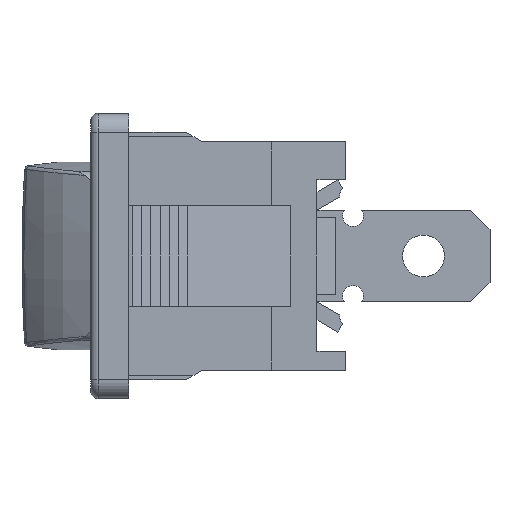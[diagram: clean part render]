
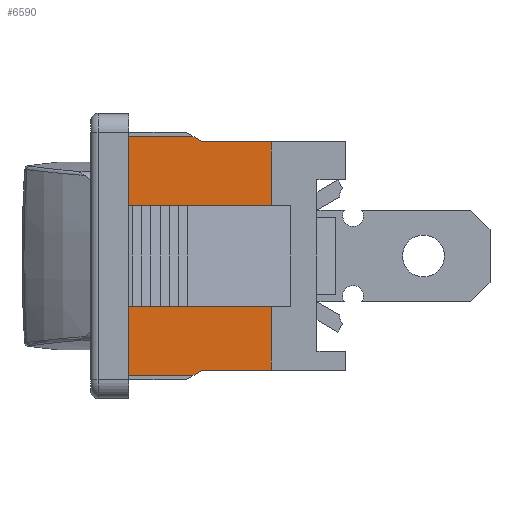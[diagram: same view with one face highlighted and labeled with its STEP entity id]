
A CAD part, left-side view. The second image highlights one B-rep face of the part: STEP entity #6590.
In plain terms, the highlighted planar face has unit normal (-1, 0, 0).
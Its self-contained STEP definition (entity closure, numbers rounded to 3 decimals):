
#50 = VERTEX_POINT ( 'NONE', #2551 ) ;
#142 = DIRECTION ( 'NONE',  ( 0., -1., 0. ) ) ;
#143 = CARTESIAN_POINT ( 'NONE',  ( -8.48, 0., -6.3 ) ) ;
#203 = CARTESIAN_POINT ( 'NONE',  ( -8.48, 11.4, -7.5 ) ) ;
#336 = VECTOR ( 'NONE', #4887, 1000. ) ;
#444 = CARTESIAN_POINT ( 'NONE',  ( -8.48, 7.5, -6. ) ) ;
#542 = CARTESIAN_POINT ( 'NONE',  ( -8.48, 4.579, 4.314 ) ) ;
#561 = DIRECTION ( 'NONE',  ( 0., -1., 0. ) ) ;
#605 = LINE ( 'NONE', #3712, #3307 ) ;
#723 = CARTESIAN_POINT ( 'NONE',  ( -8.48, 3.9, -6. ) ) ;
#844 = VERTEX_POINT ( 'NONE', #2176 ) ;
#874 = EDGE_CURVE ( 'NONE', #50, #5375, #1409, .T. ) ;
#974 = VECTOR ( 'NONE', #2943, 1000. ) ;
#1003 = FACE_OUTER_BOUND ( 'NONE', #2673, .T. ) ;
#1043 = CARTESIAN_POINT ( 'NONE',  ( -8.48, 11.075, -8.064 ) ) ;
#1212 = ORIENTED_EDGE ( 'NONE', *, *, #8002, .F. ) ;
#1409 = LINE ( 'NONE', #5092, #1540 ) ;
#1540 = VECTOR ( 'NONE', #142, 1000. ) ;
#1816 = ORIENTED_EDGE ( 'NONE', *, *, #3395, .T. ) ;
#1881 = LINE ( 'NONE', #4903, #7247 ) ;
#1901 = ORIENTED_EDGE ( 'NONE', *, *, #7298, .T. ) ;
#1980 = CARTESIAN_POINT ( 'NONE',  ( -8.48, 8.02, 6.3 ) ) ;
#2090 = VECTOR ( 'NONE', #4922, 1000. ) ;
#2176 = CARTESIAN_POINT ( 'NONE',  ( -8.48, 11.4, -6.3 ) ) ;
#2180 = LINE ( 'NONE', #2470, #2090 ) ;
#2381 = VECTOR ( 'NONE', #3214, 1000. ) ;
#2457 = AXIS2_PLACEMENT_3D ( 'NONE', #203, #3339, #7762 ) ;
#2470 = CARTESIAN_POINT ( 'NONE',  ( -8.48, 11.4, -7.5 ) ) ;
#2551 = CARTESIAN_POINT ( 'NONE',  ( -8.48, 11.4, 6.3 ) ) ;
#2673 = EDGE_LOOP ( 'NONE', ( #6920, #6660, #1901, #1816, #3969, #4013, #7563, #1212 ) ) ;
#2834 = VERTEX_POINT ( 'NONE', #3429 ) ;
#2943 = DIRECTION ( 'NONE',  ( 0., -0.866, 0.5 ) ) ;
#3214 = DIRECTION ( 'NONE',  ( 0., 1., 0. ) ) ;
#3307 = VECTOR ( 'NONE', #561, 1000. ) ;
#3339 = DIRECTION ( 'NONE',  ( 1., 0., 0. ) ) ;
#3395 = EDGE_CURVE ( 'NONE', #4532, #6107, #5580, .T. ) ;
#3429 = CARTESIAN_POINT ( 'NONE',  ( -8.48, 8.02, -6.3 ) ) ;
#3431 = PLANE ( 'NONE',  #2457 ) ;
#3592 = LINE ( 'NONE', #1043, #974 ) ;
#3712 = CARTESIAN_POINT ( 'NONE',  ( -8.48, 11.4, -6. ) ) ;
#3827 = EDGE_CURVE ( 'NONE', #4839, #5648, #605, .T. ) ;
#3969 = ORIENTED_EDGE ( 'NONE', *, *, #4463, .T. ) ;
#4013 = ORIENTED_EDGE ( 'NONE', *, *, #874, .F. ) ;
#4082 = EDGE_CURVE ( 'NONE', #2834, #4839, #3592, .T. ) ;
#4463 = EDGE_CURVE ( 'NONE', #6107, #5375, #6612, .T. ) ;
#4532 = VERTEX_POINT ( 'NONE', #6143 ) ;
#4839 = VERTEX_POINT ( 'NONE', #444 ) ;
#4887 = DIRECTION ( 'NONE',  ( 0., 1., 0. ) ) ;
#4903 = CARTESIAN_POINT ( 'NONE',  ( -8.48, 3.9, -7.5 ) ) ;
#4922 = DIRECTION ( 'NONE',  ( 0., 0., 1. ) ) ;
#5092 = CARTESIAN_POINT ( 'NONE',  ( -8.48, 0., 6.3 ) ) ;
#5375 = VERTEX_POINT ( 'NONE', #1980 ) ;
#5478 = DIRECTION ( 'NONE',  ( 0., 0., 1. ) ) ;
#5580 = LINE ( 'NONE', #6297, #336 ) ;
#5648 = VERTEX_POINT ( 'NONE', #723 ) ;
#6107 = VERTEX_POINT ( 'NONE', #7110 ) ;
#6143 = CARTESIAN_POINT ( 'NONE',  ( -8.48, 3.9, 6. ) ) ;
#6297 = CARTESIAN_POINT ( 'NONE',  ( -8.48, 11.4, 6. ) ) ;
#6500 = VECTOR ( 'NONE', #7979, 1000. ) ;
#6590 = ADVANCED_FACE ( 'NONE', ( #1003 ), #3431, .F. ) ;
#6612 = LINE ( 'NONE', #542, #6500 ) ;
#6660 = ORIENTED_EDGE ( 'NONE', *, *, #3827, .T. ) ;
#6920 = ORIENTED_EDGE ( 'NONE', *, *, #4082, .T. ) ;
#7110 = CARTESIAN_POINT ( 'NONE',  ( -8.48, 7.5, 6. ) ) ;
#7247 = VECTOR ( 'NONE', #5478, 1000. ) ;
#7298 = EDGE_CURVE ( 'NONE', #5648, #4532, #1881, .T. ) ;
#7563 = ORIENTED_EDGE ( 'NONE', *, *, #7665, .F. ) ;
#7665 = EDGE_CURVE ( 'NONE', #844, #50, #2180, .T. ) ;
#7762 = DIRECTION ( 'NONE',  ( 0., 1., 0. ) ) ;
#7781 = LINE ( 'NONE', #143, #2381 ) ;
#7979 = DIRECTION ( 'NONE',  ( 0., 0.866, 0.5 ) ) ;
#8002 = EDGE_CURVE ( 'NONE', #2834, #844, #7781, .T. ) ;
